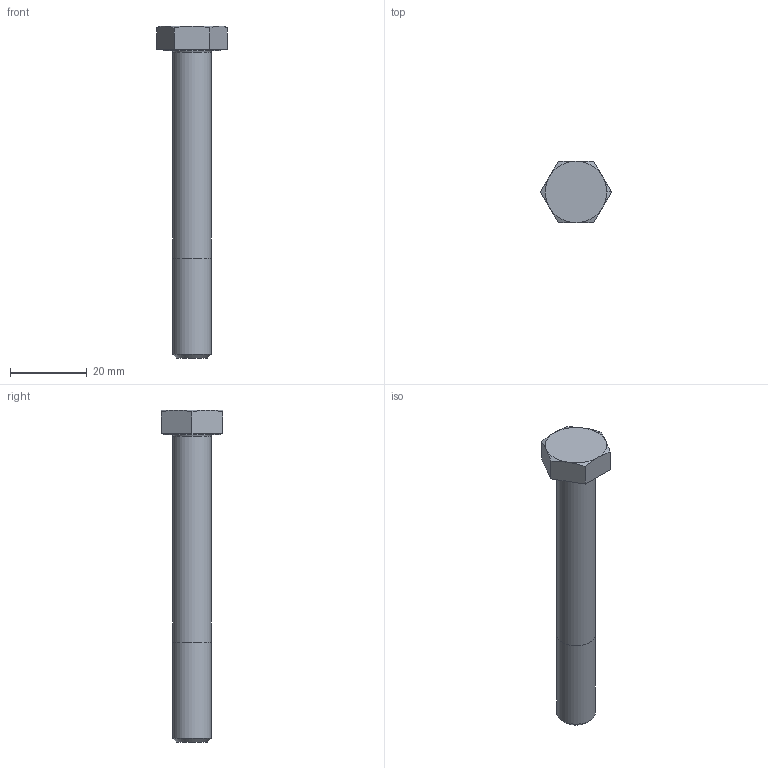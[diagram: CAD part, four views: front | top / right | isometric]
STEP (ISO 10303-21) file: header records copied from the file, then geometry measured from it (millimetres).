
FILE_DESCRIPTION(('FreeCAD Model'),'2;1');
FILE_NAME('Open CASCADE Shape Model','2025-10-29T22:33:41',('Author'),( ''),'Open CASCADE STEP processor 7.8','FreeCAD','Unknown');
FILE_SCHEMA(('AUTOMOTIVE_DESIGN { 1 0 10303 214 1 1 1 1 }'));
Length unit declared in the file: millimetre
Products named in the file (1): M10x80-Screw
Bounding box: 18.48 x 16 x 86.4 mm (x, y, z)
Volume: 7669.9 mm3; surface area: 3275.8 mm2
Topology: 1 solids, 1 shells, 22 faces, 44 edges, 26 vertices
Faces by surface type: plane 10, cone 8, cylinder 3, torus 1
Full cylindrical faces by diameter (mm): 10 x2, 14.7 x1
Entity records: 597 total; most frequent: DIRECTION 117, CARTESIAN_POINT 93, ORIENTED_EDGE 88, AXIS2_PLACEMENT_3D 50, EDGE_CURVE 44, VERTEX_POINT 26, FACE_BOUND 24, EDGE_LOOP 24
